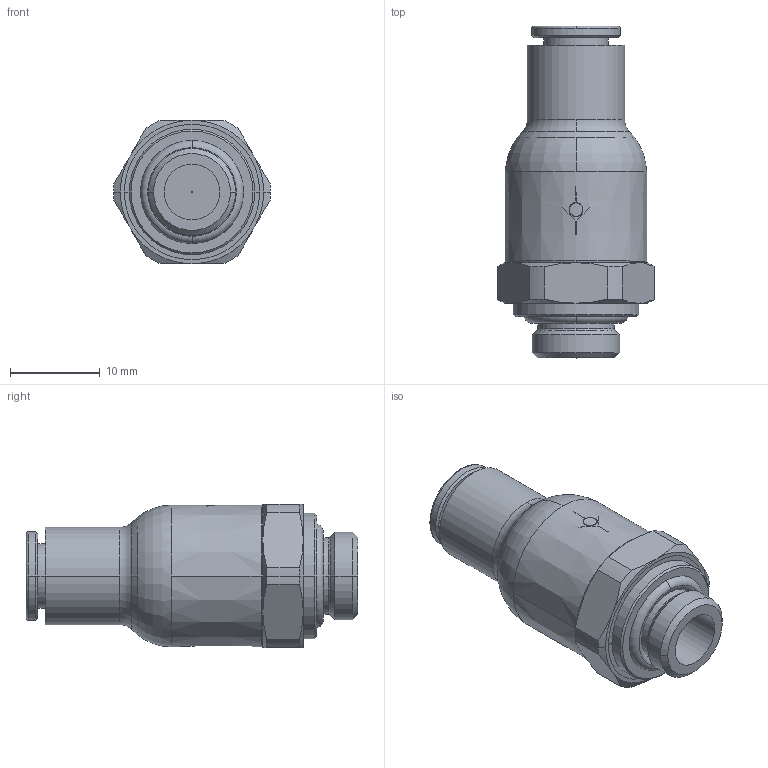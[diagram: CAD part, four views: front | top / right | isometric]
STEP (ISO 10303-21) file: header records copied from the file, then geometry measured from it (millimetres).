
FILE_DESCRIPTION(('STEP AP214'),'1');
FILE_NAME('7994_06_10.stp','2016-07-07T14:31:59',('TraceParts'),('TraceParts S.A.'),'Spatial InterOp 3D',' ',' ');
FILE_SCHEMA(('automotive_design'));
Length unit declared in the file: millimetre
Products named in the file (1): 1
Bounding box: 17.5 x 37.01 x 16 mm (x, y, z)
Volume: 4892.6 mm3; surface area: 2282.5 mm2
Topology: 1 solids, 1 shells, 108 faces, 273 edges, 177 vertices
Faces by surface type: cone 33, cylinder 31, plane 30, torus 14
Entity records: 3355 total; most frequent: CARTESIAN_POINT 697, DIRECTION 601, ORIENTED_EDGE 546, EDGE_CURVE 273, AXIS2_PLACEMENT_3D 254, VERTEX_POINT 177, CIRCLE 139, EDGE_LOOP 118
